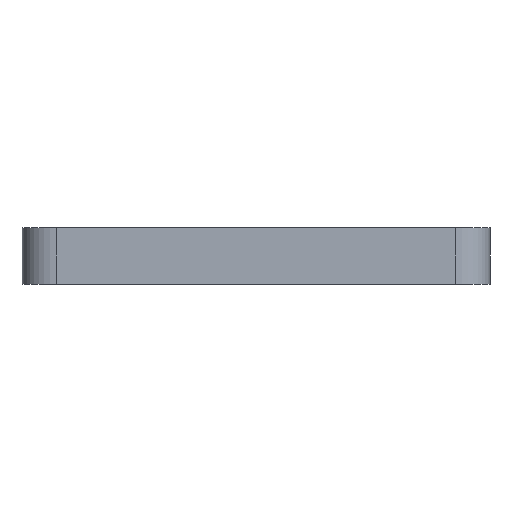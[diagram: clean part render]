
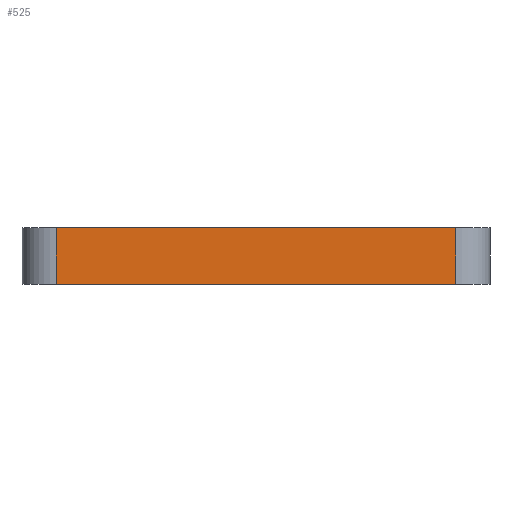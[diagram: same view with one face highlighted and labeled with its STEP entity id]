
A CAD part, left-side view. The second image highlights one B-rep face of the part: STEP entity #525.
In plain terms, the highlighted planar face has unit normal (-1, 0, 0).
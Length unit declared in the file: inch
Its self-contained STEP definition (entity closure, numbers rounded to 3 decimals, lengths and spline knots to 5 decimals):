
#23 = ORIENTED_EDGE ( 'NONE', *, *, #112, .T. ) ;
#43 = EDGE_LOOP ( 'NONE', ( #23, #257, #186, #732 ) ) ;
#59 = VERTEX_POINT ( 'NONE', #317 ) ;
#83 = VERTEX_POINT ( 'NONE', #660 ) ;
#91 = AXIS2_PLACEMENT_3D ( 'NONE', #774, #172, #303 ) ;
#103 = VECTOR ( 'NONE', #533, 39.37008 ) ;
#110 = EDGE_CURVE ( 'NONE', #744, #442, #218, .T. ) ;
#111 = CARTESIAN_POINT ( 'NONE',  ( -0.80906, -0.80906, 0.09843 ) ) ;
#112 = EDGE_CURVE ( 'NONE', #442, #83, #471, .T. ) ;
#118 = PLANE ( 'NONE',  #91 ) ;
#172 = DIRECTION ( 'NONE',  ( 1., 0., 0. ) ) ;
#186 = ORIENTED_EDGE ( 'NONE', *, *, #579, .F. ) ;
#192 = VECTOR ( 'NONE', #222, 39.37008 ) ;
#217 = LINE ( 'NONE', #693, #103 ) ;
#218 = LINE ( 'NONE', #467, #192 ) ;
#222 = DIRECTION ( 'NONE',  ( 0., 0., -1. ) ) ;
#257 = ORIENTED_EDGE ( 'NONE', *, *, #381, .T. ) ;
#292 = DIRECTION ( 'NONE',  ( 0., -1., 0. ) ) ;
#299 = VECTOR ( 'NONE', #292, 39.37008 ) ;
#303 = DIRECTION ( 'NONE',  ( 0., 0., -1. ) ) ;
#317 = CARTESIAN_POINT ( 'NONE',  ( -0.80906, -0.69094, 0.09843 ) ) ;
#358 = DIRECTION ( 'NONE',  ( 0., -1., 0. ) ) ;
#381 = EDGE_CURVE ( 'NONE', #83, #59, #217, .T. ) ;
#429 = FACE_OUTER_BOUND ( 'NONE', #43, .T. ) ;
#441 = CARTESIAN_POINT ( 'NONE',  ( -0.80906, 0.69094, 0.09843 ) ) ;
#442 = VERTEX_POINT ( 'NONE', #586 ) ;
#467 = CARTESIAN_POINT ( 'NONE',  ( -0.80906, 0.69094, 0.09843 ) ) ;
#471 = LINE ( 'NONE', #713, #299 ) ;
#525 = ADVANCED_FACE ( 'NONE', ( #429 ), #118, .F. ) ;
#533 = DIRECTION ( 'NONE',  ( 0., 0., 1. ) ) ;
#579 = EDGE_CURVE ( 'NONE', #744, #59, #706, .T. ) ;
#586 = CARTESIAN_POINT ( 'NONE',  ( -0.80906, 0.69094, -0.09843 ) ) ;
#660 = CARTESIAN_POINT ( 'NONE',  ( -0.80906, -0.69094, -0.09843 ) ) ;
#693 = CARTESIAN_POINT ( 'NONE',  ( -0.80906, -0.69094, 0.09843 ) ) ;
#706 = LINE ( 'NONE', #111, #722 ) ;
#713 = CARTESIAN_POINT ( 'NONE',  ( -0.80906, -0.80906, -0.09843 ) ) ;
#722 = VECTOR ( 'NONE', #358, 39.37008 ) ;
#732 = ORIENTED_EDGE ( 'NONE', *, *, #110, .T. ) ;
#744 = VERTEX_POINT ( 'NONE', #441 ) ;
#774 = CARTESIAN_POINT ( 'NONE',  ( -0.80906, -0.80906, 0.09843 ) ) ;
